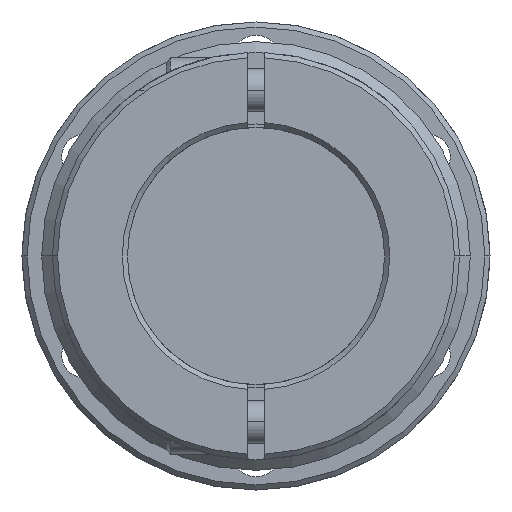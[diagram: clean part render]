
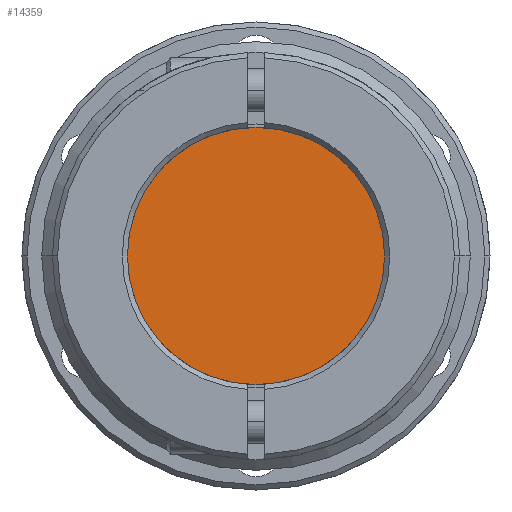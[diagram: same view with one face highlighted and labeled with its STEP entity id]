
A CAD part, left-side view. The second image highlights one B-rep face of the part: STEP entity #14359.
In plain terms, the highlighted planar face has unit normal (-1, 0, 0).
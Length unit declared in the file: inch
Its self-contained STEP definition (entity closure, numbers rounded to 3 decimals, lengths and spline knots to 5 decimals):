
#399 = AXIS2_PLACEMENT_3D ( 'NONE', #2731, #2692, #2689 ) ;
#495 = AXIS2_PLACEMENT_3D ( 'NONE', #10213, #10196, #10195 ) ;
#1139 = CIRCLE ( 'NONE', #495, 0.75 ) ;
#2689 = DIRECTION ( 'NONE',  ( 0., 0., 1. ) ) ;
#2692 = DIRECTION ( 'NONE',  ( -1., 0., 0. ) ) ;
#2731 = CARTESIAN_POINT ( 'NONE',  ( -9.3365, 0., 0. ) ) ;
#3741 = CARTESIAN_POINT ( 'NONE',  ( -9.3365, 0., 0.75 ) ) ;
#3761 = CARTESIAN_POINT ( 'NONE',  ( -9.3365, 0., -0.75 ) ) ;
#5071 = CIRCLE ( 'NONE', #399, 0.75 ) ;
#6688 = ORIENTED_EDGE ( 'NONE', *, *, #21382, .T. ) ;
#6689 = ORIENTED_EDGE ( 'NONE', *, *, #20791, .T. ) ;
#7258 = EDGE_LOOP ( 'NONE', ( #6688, #6689 ) ) ;
#8052 = FACE_OUTER_BOUND ( 'NONE', #7258, .T. ) ;
#9779 = VERTEX_POINT ( 'NONE', #3761 ) ;
#9797 = VERTEX_POINT ( 'NONE', #3741 ) ;
#10195 = DIRECTION ( 'NONE',  ( 0., 0., 1. ) ) ;
#10196 = DIRECTION ( 'NONE',  ( -1., 0., 0. ) ) ;
#10213 = CARTESIAN_POINT ( 'NONE',  ( -9.3365, 0., 0. ) ) ;
#12500 = DIRECTION ( 'NONE',  ( 0., 0., 1. ) ) ;
#12501 = DIRECTION ( 'NONE',  ( -1., 0., 0. ) ) ;
#12513 = PLANE ( 'NONE',  #21612 ) ;
#12514 = CARTESIAN_POINT ( 'NONE',  ( -9.3365, 0., 0. ) ) ;
#14359 = ADVANCED_FACE ( 'NONE', ( #8052 ), #12513, .T. ) ;
#20791 = EDGE_CURVE ( 'NONE', #9779, #9797, #1139, .T. ) ;
#21382 = EDGE_CURVE ( 'NONE', #9797, #9779, #5071, .T. ) ;
#21612 = AXIS2_PLACEMENT_3D ( 'NONE', #12514, #12501, #12500 ) ;
